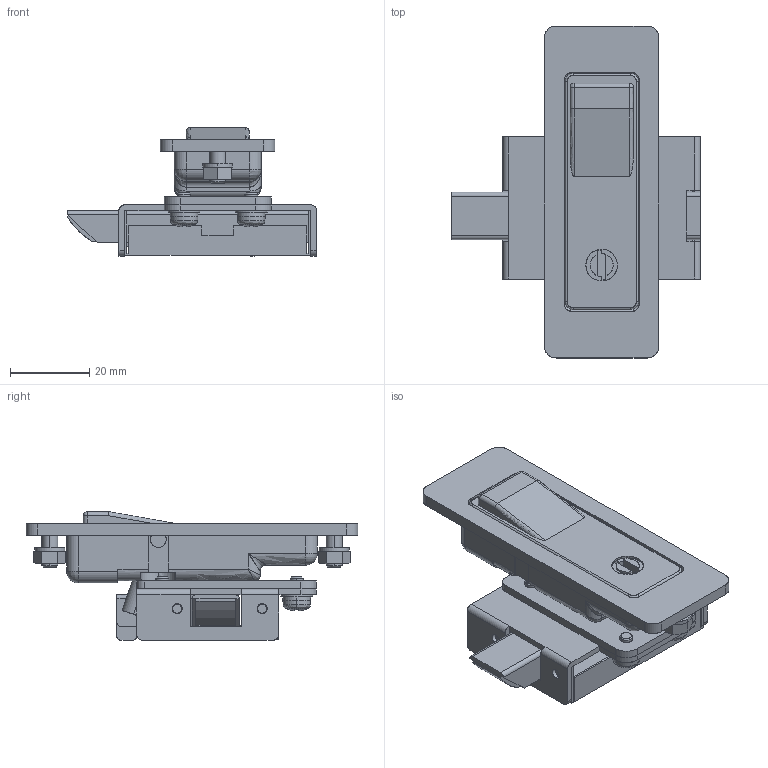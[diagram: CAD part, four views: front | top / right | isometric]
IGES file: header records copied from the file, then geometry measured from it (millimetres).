
Start section: SolidWorks IGES file using analytic representation for surfaces
Global section: file name: A-1750-3-1R.IGS; native system: SolidWorks 2018; preprocessor: SolidWorks 2018; author: 1300nh; date: 210623.135541; units: millimetre
Bounding box: 63 x 84 x 32.5 mm (x, y, z)
Surface area: 40360.6 mm2 (no closed solid volume)
Topology: 0 solids, 0 shells, 771 faces, 8978 edges, 8950 vertices
Faces by surface type: bspline 391, revolution 380
